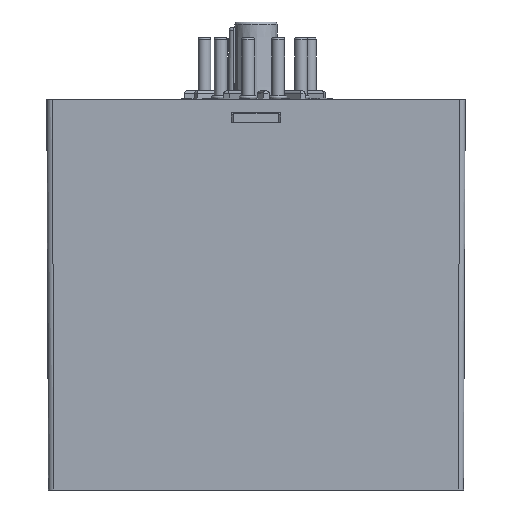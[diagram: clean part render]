
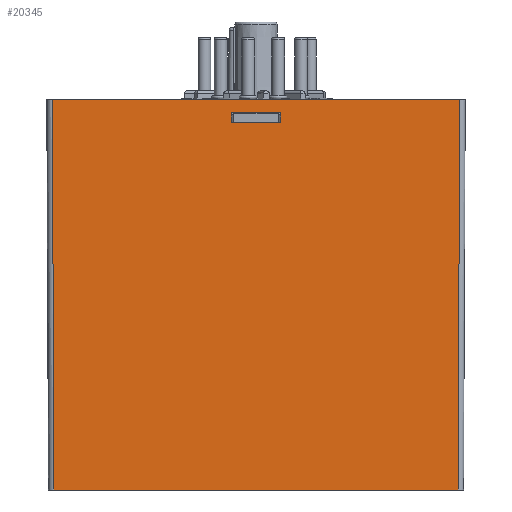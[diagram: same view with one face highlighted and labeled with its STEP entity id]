
A CAD part, front view. The second image highlights one B-rep face of the part: STEP entity #20345.
In plain terms, the highlighted planar face has unit normal (0, -1, -0.004).
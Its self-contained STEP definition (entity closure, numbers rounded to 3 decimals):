
#20244=CARTESIAN_POINT('',(36.69,-18.69,-71.0));
#20245=VERTEX_POINT('',#20244);
#20263=CARTESIAN_POINT('',(37.,-19.0,0.0));
#20264=VERTEX_POINT('',#20263);
#20272=CARTESIAN_POINT('',(37.,-19.0,0.));
#20273=DIRECTION('',(-0.004,0.004,-1.));
#20274=VECTOR('',#20273,71.001);
#20275=LINE('',#20272,#20274);
#20276=EDGE_CURVE('',#20264,#20245,#20275,.T.);
#20281=CARTESIAN_POINT('',(-38.0,-19.,0.0));
#20282=DIRECTION('',(0.,-1.,-0.004));
#20283=DIRECTION('',(-1.0,0.0,0.0));
#20284=AXIS2_PLACEMENT_3D('',#20281,#20282,#20283);
#20285=PLANE('',#20284);
#20286=ORIENTED_EDGE('',*,*,#20276,.F.);
#20287=CARTESIAN_POINT('',(-37.,-19.,0.0));
#20288=VERTEX_POINT('',#20287);
#20289=CARTESIAN_POINT('',(37.,-19.0,0.0));
#20290=DIRECTION('',(-1.0,0.0,0.0));
#20291=VECTOR('',#20290,74.);
#20292=LINE('',#20289,#20291);
#20293=EDGE_CURVE('',#20264,#20288,#20292,.T.);
#20294=ORIENTED_EDGE('',*,*,#20293,.T.);
#20295=CARTESIAN_POINT('',(-36.69,-18.69,-71.0));
#20296=VERTEX_POINT('',#20295);
#20297=CARTESIAN_POINT('',(-36.69,-18.69,-71.));
#20298=DIRECTION('',(-0.004,-0.004,1.));
#20299=VECTOR('',#20298,71.001);
#20300=LINE('',#20297,#20299);
#20301=EDGE_CURVE('',#20296,#20288,#20300,.T.);
#20302=ORIENTED_EDGE('',*,*,#20301,.F.);
#20303=CARTESIAN_POINT('',(-36.69,-18.69,-71.0));
#20304=DIRECTION('',(1.0,0.0,0.0));
#20305=VECTOR('',#20304,73.38);
#20306=LINE('',#20303,#20305);
#20307=EDGE_CURVE('',#20296,#20245,#20306,.T.);
#20308=ORIENTED_EDGE('',*,*,#20307,.T.);
#20309=EDGE_LOOP('',(#20286,#20294,#20302,#20308));
#20310=FACE_OUTER_BOUND('',#20309,.T.);
#20311=CARTESIAN_POINT('',(-4.5,-18.982,-4.2));
#20312=VERTEX_POINT('',#20311);
#20313=CARTESIAN_POINT('',(-4.5,-18.989,-2.5));
#20314=VERTEX_POINT('',#20313);
#20315=CARTESIAN_POINT('',(-4.5,-18.982,-4.2));
#20316=DIRECTION('',(0.0,-0.004,1.));
#20317=VECTOR('',#20316,1.7);
#20318=LINE('',#20315,#20317);
#20319=EDGE_CURVE('',#20312,#20314,#20318,.T.);
#20320=ORIENTED_EDGE('',*,*,#20319,.T.);
#20321=CARTESIAN_POINT('',(4.5,-18.989,-2.5));
#20322=VERTEX_POINT('',#20321);
#20323=CARTESIAN_POINT('',(-4.5,-18.989,-2.5));
#20324=DIRECTION('',(1.0,0.0,0.0));
#20325=VECTOR('',#20324,9.);
#20326=LINE('',#20323,#20325);
#20327=EDGE_CURVE('',#20314,#20322,#20326,.T.);
#20328=ORIENTED_EDGE('',*,*,#20327,.T.);
#20329=CARTESIAN_POINT('',(4.5,-18.982,-4.2));
#20330=VERTEX_POINT('',#20329);
#20331=CARTESIAN_POINT('',(4.5,-18.989,-2.5));
#20332=DIRECTION('',(0.0,0.004,-1.));
#20333=VECTOR('',#20332,1.7);
#20334=LINE('',#20331,#20333);
#20335=EDGE_CURVE('',#20322,#20330,#20334,.T.);
#20336=ORIENTED_EDGE('',*,*,#20335,.T.);
#20337=CARTESIAN_POINT('',(4.5,-18.982,-4.2));
#20338=DIRECTION('',(-1.0,0.0,0.0));
#20339=VECTOR('',#20338,9.);
#20340=LINE('',#20337,#20339);
#20341=EDGE_CURVE('',#20330,#20312,#20340,.T.);
#20342=ORIENTED_EDGE('',*,*,#20341,.T.);
#20343=EDGE_LOOP('',(#20320,#20328,#20336,#20342));
#20344=FACE_BOUND('',#20343,.T.);
#20345=ADVANCED_FACE('',(#20310,#20344),#20285,.T.);
